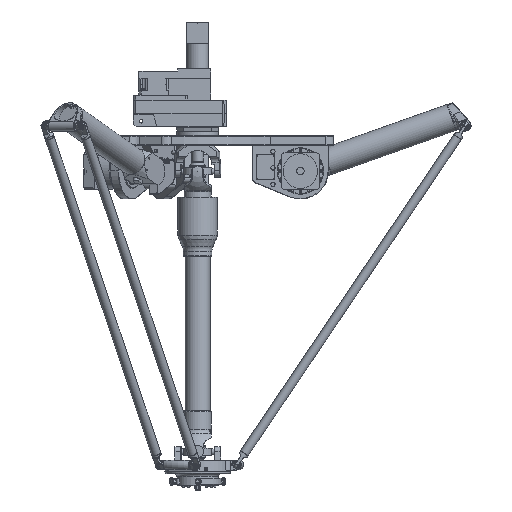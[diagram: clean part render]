
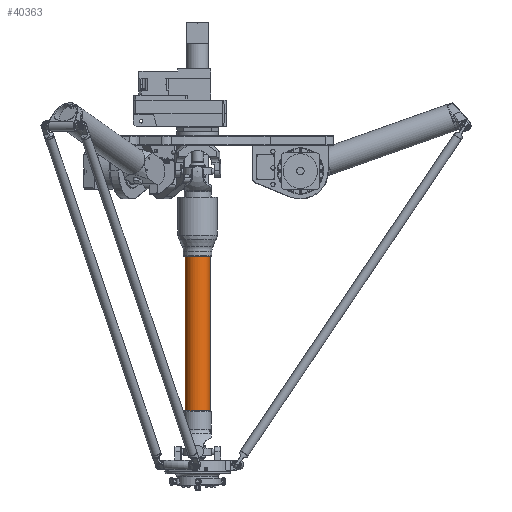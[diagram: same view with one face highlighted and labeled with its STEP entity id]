
A CAD part, front view. The second image highlights one B-rep face of the part: STEP entity #40363.
In plain terms, the highlighted cylindrical face has radius 40 mm (diameter 80 mm), a full revolution.
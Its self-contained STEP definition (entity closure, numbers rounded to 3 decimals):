
#8138=CYLINDRICAL_SURFACE('',#44462,40.);
#9371=FACE_BOUND('',#14488,.T.);
#11350=FACE_OUTER_BOUND('',#14487,.T.);
#14487=EDGE_LOOP('',(#33642));
#14488=EDGE_LOOP('',(#33643));
#16990=CIRCLE('',#44383,40.);
#17027=CIRCLE('',#44460,40.);
#19979=VERTEX_POINT('',#73299);
#20023=VERTEX_POINT('',#73824);
#24744=EDGE_CURVE('',#19979,#19979,#16990,.T.);
#24813=EDGE_CURVE('',#20023,#20023,#17027,.T.);
#33642=ORIENTED_EDGE('',*,*,#24744,.T.);
#33643=ORIENTED_EDGE('',*,*,#24813,.T.);
#40363=ADVANCED_FACE('',(#11350,#9371),#8138,.T.);
#44383=AXIS2_PLACEMENT_3D('',#73300,#53677,#53678);
#44460=AXIS2_PLACEMENT_3D('',#73825,#53851,#53852);
#44462=AXIS2_PLACEMENT_3D('',#73827,#53855,#53856);
#53677=DIRECTION('center_axis',(0.,-1.,0.));
#53678=DIRECTION('ref_axis',(-1.,0.,0.));
#53851=DIRECTION('center_axis',(0.,1.,0.));
#53852=DIRECTION('ref_axis',(-1.,0.,0.));
#53855=DIRECTION('center_axis',(0.,-1.,0.));
#53856=DIRECTION('ref_axis',(-1.,0.,0.));
#73299=CARTESIAN_POINT('',(0.,-5.,-40.));
#73300=CARTESIAN_POINT('Origin',(0.,-5.,0.));
#73824=CARTESIAN_POINT('',(40.,-501.,0.));
#73825=CARTESIAN_POINT('Origin',(0.,-501.,0.));
#73827=CARTESIAN_POINT('Origin',(0.,75.,0.));
